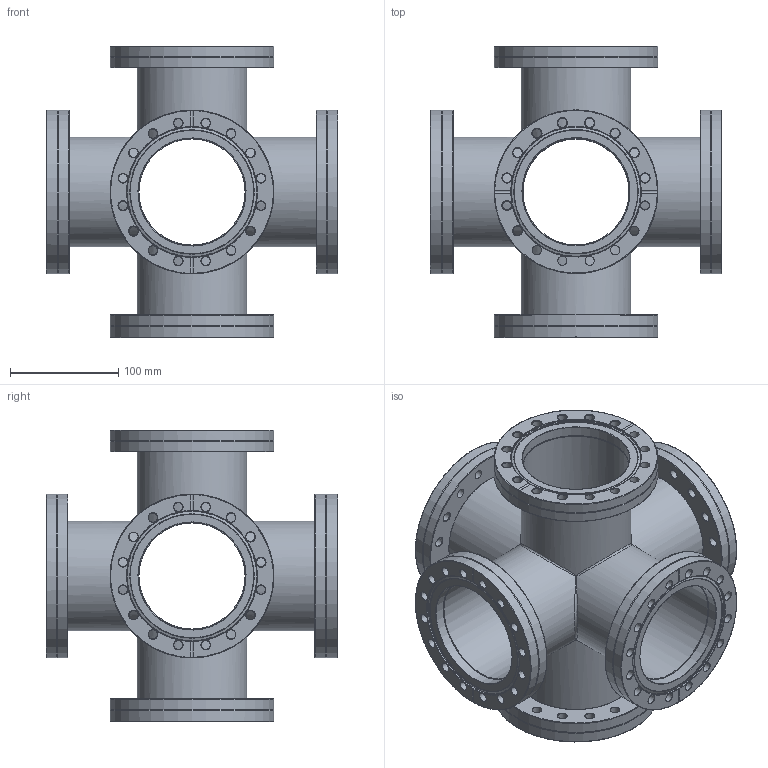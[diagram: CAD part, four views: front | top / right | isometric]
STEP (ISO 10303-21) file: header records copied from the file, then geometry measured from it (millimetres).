
FILE_DESCRIPTION (( 'STEP AP214' ), '1' );
FILE_NAME ('X61CF100R FULLVAC.STEP', '2019-09-24T13:18:03', ( '' ), ( '' ), 'SwSTEP 2.0', 'SolidWorks 2017', '' );
FILE_SCHEMA (( 'AUTOMOTIVE_DESIGN' ));
Length unit declared in the file: millimetre
Products named in the file (5): 1^X61CF100R; 3^X61CF100R; X61CF100R FULLVAC; 4^X61CF100R; 2^X61CF100R
Assembly tree (10 placements, depth 2):
  X61CF100R FULLVAC
    1^X61CF100R
    2^X61CF100R  x3
    3^X61CF100R  x3
    4^X61CF100R  x3
Bounding box: 269.8 x 269.8 x 269.8 mm (x, y, z)
Volume: 1304661.6 mm3; surface area: 586818.2 mm2
Topology: 10 solids, 10 shells, 502 faces, 1467 edges, 951 vertices
Faces by surface type: cone 177, cylinder 156, bspline 127, plane 42
Full cylindrical faces by diameter (mm): 8.43 x96, 98.3 x6, 99.6 x6, 101.6 x6, 101.85 x3, 102.11 x3, 106.17 x3, 120.5 x3, 120.65 x3, 120.7 x3, 151.6 x12
Entity records: 20945 total; most frequent: CARTESIAN_POINT 14704, ORIENTED_EDGE 684, DIRECTION 642, EDGE_LOOP 408, EDGE_CURVE 342, AXIS2_PLACEMENT_3D 317, FACE_OUTER_BOUND 283, VERTEX_POINT 266
